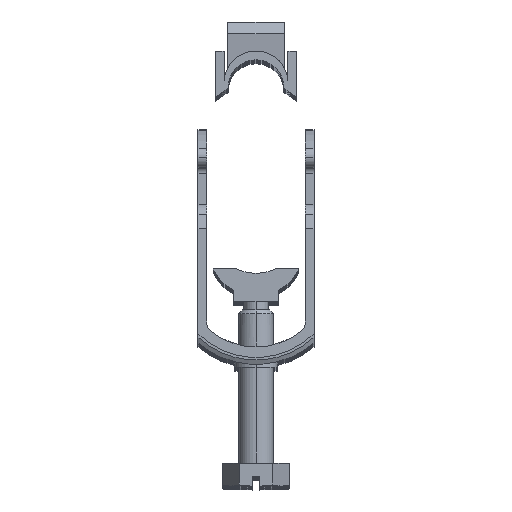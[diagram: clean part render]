
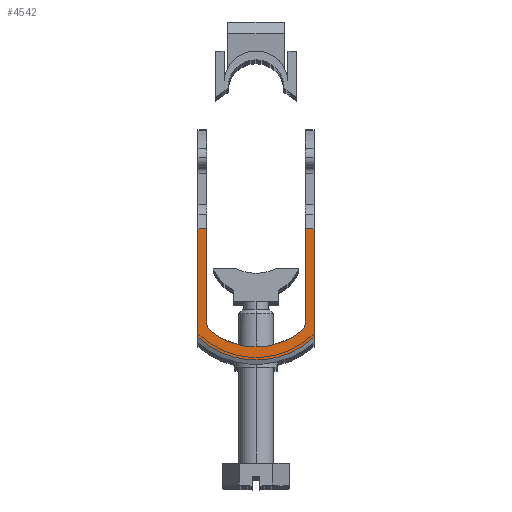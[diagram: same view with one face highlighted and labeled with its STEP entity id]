
A CAD part, top view. The second image highlights one B-rep face of the part: STEP entity #4542.
In plain terms, the highlighted planar face has unit normal (0, 0, 1).
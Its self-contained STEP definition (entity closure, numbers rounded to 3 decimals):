
#43 = DIRECTION ( 'NONE',  ( 1., 0., 0. ) ) ;
#107 = VECTOR ( 'NONE', #2212, 1000. ) ;
#170 = CARTESIAN_POINT ( 'NONE',  ( 6.75, 7.633, 12. ) ) ;
#227 = VECTOR ( 'NONE', #880, 1000. ) ;
#359 = ORIENTED_EDGE ( 'NONE', *, *, #489, .T. ) ;
#370 = DIRECTION ( 'NONE',  ( -1., 0., 0. ) ) ;
#382 = DIRECTION ( 'NONE',  ( 0., 0., 1. ) ) ;
#396 = VERTEX_POINT ( 'NONE', #602 ) ;
#489 = EDGE_CURVE ( 'NONE', #2747, #1800, #2661, .T. ) ;
#602 = CARTESIAN_POINT ( 'NONE',  ( -10., 5.16, 12. ) ) ;
#631 = CARTESIAN_POINT ( 'NONE',  ( 10., 23.9, 12. ) ) ;
#732 = ORIENTED_EDGE ( 'NONE', *, *, #2068, .F. ) ;
#794 = ORIENTED_EDGE ( 'NONE', *, *, #2944, .F. ) ;
#880 = DIRECTION ( 'NONE',  ( 0., 1., 0. ) ) ;
#929 = CARTESIAN_POINT ( 'NONE',  ( -10., 23.9, 12. ) ) ;
#1104 = CARTESIAN_POINT ( 'NONE',  ( 10., 5.16, 12. ) ) ;
#1105 = VERTEX_POINT ( 'NONE', #3322 ) ;
#1119 = CARTESIAN_POINT ( 'NONE',  ( 10., 23.9, 12. ) ) ;
#1170 = PLANE ( 'NONE',  #2554 ) ;
#1218 = CARTESIAN_POINT ( 'NONE',  ( 8.5, 7.633, 12. ) ) ;
#1244 = LINE ( 'NONE', #2436, #4647 ) ;
#1249 = AXIS2_PLACEMENT_3D ( 'NONE', #2543, #2925, #4023 ) ;
#1272 = EDGE_CURVE ( 'NONE', #3881, #3761, #4833, .T. ) ;
#1354 = EDGE_CURVE ( 'NONE', #1800, #396, #1815, .T. ) ;
#1364 = EDGE_CURVE ( 'NONE', #1105, #3881, #3888, .T. ) ;
#1459 = CARTESIAN_POINT ( 'NONE',  ( 10., 23.9, 12. ) ) ;
#1637 = ORIENTED_EDGE ( 'NONE', *, *, #2560, .T. ) ;
#1685 = DIRECTION ( 'NONE',  ( 0., -1., 0. ) ) ;
#1694 = DIRECTION ( 'NONE',  ( 0., -1., 0. ) ) ;
#1718 = EDGE_CURVE ( 'NONE', #3058, #4564, #3941, .T. ) ;
#1800 = VERTEX_POINT ( 'NONE', #2930 ) ;
#1815 = LINE ( 'NONE', #929, #3538 ) ;
#2068 = EDGE_CURVE ( 'NONE', #2090, #1105, #2807, .T. ) ;
#2088 = DIRECTION ( 'NONE',  ( 0., 0., 1. ) ) ;
#2090 = VERTEX_POINT ( 'NONE', #2254 ) ;
#2207 = DIRECTION ( 'NONE',  ( 0., 0., -1. ) ) ;
#2212 = DIRECTION ( 'NONE',  ( -1., 0., 0. ) ) ;
#2231 = CIRCLE ( 'NONE', #2401, 14.748 ) ;
#2254 = CARTESIAN_POINT ( 'NONE',  ( -7.849, 6.271, 12. ) ) ;
#2277 = DIRECTION ( 'NONE',  ( 0., 0., -1. ) ) ;
#2357 = ORIENTED_EDGE ( 'NONE', *, *, #2476, .F. ) ;
#2364 = AXIS2_PLACEMENT_3D ( 'NONE', #4574, #382, #43 ) ;
#2401 = AXIS2_PLACEMENT_3D ( 'NONE', #2524, #2207, #3252 ) ;
#2416 = DIRECTION ( 'NONE',  ( 1., 0., 0. ) ) ;
#2436 = CARTESIAN_POINT ( 'NONE',  ( -8.5, 41., 12. ) ) ;
#2444 = DIRECTION ( 'NONE',  ( 0., -1., 0. ) ) ;
#2476 = EDGE_CURVE ( 'NONE', #4433, #2090, #4825, .T. ) ;
#2524 = CARTESIAN_POINT ( 'NONE',  ( 0., 16., 12. ) ) ;
#2543 = CARTESIAN_POINT ( 'NONE',  ( -6.75, 7.633, 12. ) ) ;
#2554 = AXIS2_PLACEMENT_3D ( 'NONE', #1119, #2277, #370 ) ;
#2560 = EDGE_CURVE ( 'NONE', #3058, #3761, #3116, .T. ) ;
#2603 = ORIENTED_EDGE ( 'NONE', *, *, #1364, .F. ) ;
#2613 = DIRECTION ( 'NONE',  ( -1., 0., 0. ) ) ;
#2634 = CARTESIAN_POINT ( 'NONE',  ( 10., 23.9, 12. ) ) ;
#2661 = LINE ( 'NONE', #3059, #4081 ) ;
#2747 = VERTEX_POINT ( 'NONE', #3080 ) ;
#2807 = CIRCLE ( 'NONE', #2364, 12.5 ) ;
#2819 = ORIENTED_EDGE ( 'NONE', *, *, #1718, .F. ) ;
#2925 = DIRECTION ( 'NONE',  ( 0., 0., 1. ) ) ;
#2930 = CARTESIAN_POINT ( 'NONE',  ( -10., 23.9, 12. ) ) ;
#2944 = EDGE_CURVE ( 'NONE', #2747, #4433, #1244, .T. ) ;
#3003 = EDGE_CURVE ( 'NONE', #4564, #396, #2231, .T. ) ;
#3015 = ORIENTED_EDGE ( 'NONE', *, *, #1272, .F. ) ;
#3058 = VERTEX_POINT ( 'NONE', #1459 ) ;
#3059 = CARTESIAN_POINT ( 'NONE',  ( 10., 23.9, 12. ) ) ;
#3080 = CARTESIAN_POINT ( 'NONE',  ( -8.5, 23.9, 12. ) ) ;
#3116 = LINE ( 'NONE', #2634, #107 ) ;
#3121 = VECTOR ( 'NONE', #1694, 1000. ) ;
#3123 = ORIENTED_EDGE ( 'NONE', *, *, #1354, .T. ) ;
#3211 = EDGE_LOOP ( 'NONE', ( #1637, #3015, #2603, #732, #2357, #794, #359, #3123, #4664, #2819 ) ) ;
#3252 = DIRECTION ( 'NONE',  ( -1., 0., 0. ) ) ;
#3322 = CARTESIAN_POINT ( 'NONE',  ( 7.849, 6.271, 12. ) ) ;
#3537 = AXIS2_PLACEMENT_3D ( 'NONE', #170, #2088, #2416 ) ;
#3538 = VECTOR ( 'NONE', #2444, 1000. ) ;
#3737 = CARTESIAN_POINT ( 'NONE',  ( 8.5, 7.633, 12. ) ) ;
#3761 = VERTEX_POINT ( 'NONE', #4421 ) ;
#3881 = VERTEX_POINT ( 'NONE', #3737 ) ;
#3888 = CIRCLE ( 'NONE', #3537, 1.75 ) ;
#3941 = LINE ( 'NONE', #631, #3121 ) ;
#4014 = FACE_OUTER_BOUND ( 'NONE', #3211, .T. ) ;
#4023 = DIRECTION ( 'NONE',  ( 1., 0., 0. ) ) ;
#4045 = CARTESIAN_POINT ( 'NONE',  ( -8.5, 7.633, 12. ) ) ;
#4081 = VECTOR ( 'NONE', #2613, 1000. ) ;
#4421 = CARTESIAN_POINT ( 'NONE',  ( 8.5, 23.9, 12. ) ) ;
#4433 = VERTEX_POINT ( 'NONE', #4045 ) ;
#4542 = ADVANCED_FACE ( 'PLANAR_11', ( #4014 ), #1170, .F. ) ;
#4564 = VERTEX_POINT ( 'NONE', #1104 ) ;
#4574 = CARTESIAN_POINT ( 'NONE',  ( 0., 16., 12. ) ) ;
#4647 = VECTOR ( 'NONE', #1685, 1000. ) ;
#4664 = ORIENTED_EDGE ( 'NONE', *, *, #3003, .F. ) ;
#4825 = CIRCLE ( 'NONE', #1249, 1.75 ) ;
#4833 = LINE ( 'NONE', #1218, #227 ) ;
